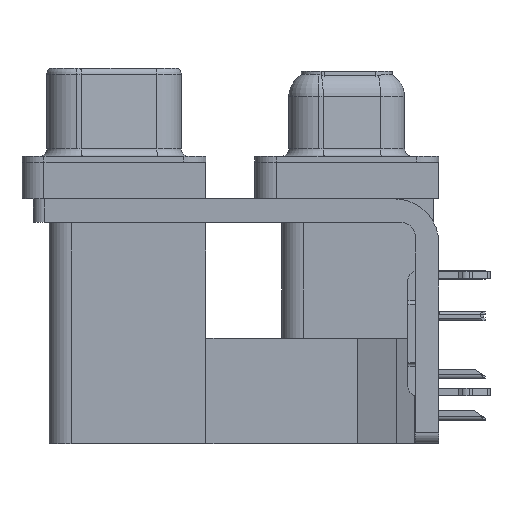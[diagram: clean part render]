
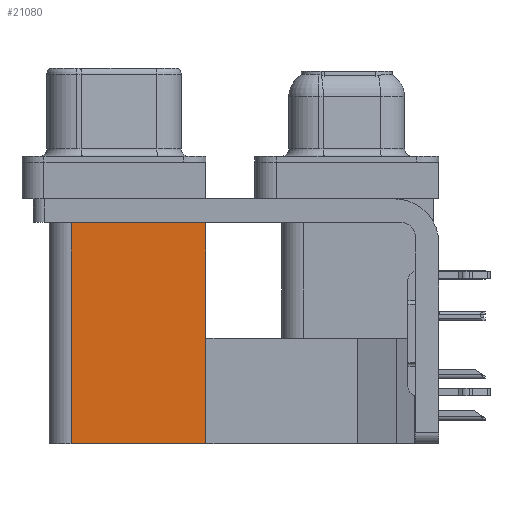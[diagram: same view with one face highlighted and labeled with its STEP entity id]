
A CAD part, left-side view. The second image highlights one B-rep face of the part: STEP entity #21080.
In plain terms, the highlighted planar face has unit normal (-1, 0, 0).
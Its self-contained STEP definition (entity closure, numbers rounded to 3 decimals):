
#1647 = EDGE_CURVE ( 'NONE', #8010, #12662, #4440, .T. ) ;
#2000 = DIRECTION ( 'NONE',  ( 0., 0., 1. ) ) ;
#2610 = CARTESIAN_POINT ( 'NONE',  ( 3.79, 18.8, -19.2 ) ) ;
#2851 = ORIENTED_EDGE ( 'NONE', *, *, #17181, .F. ) ;
#2867 = FACE_OUTER_BOUND ( 'NONE', #10472, .T. ) ;
#3636 = CARTESIAN_POINT ( 'NONE',  ( 3.79, 9.6, -19.2 ) ) ;
#4440 = LINE ( 'NONE', #36648, #34861 ) ;
#5982 = CARTESIAN_POINT ( 'NONE',  ( 3.79, 9.6, -2.5 ) ) ;
#6067 = PLANE ( 'NONE',  #17873 ) ;
#6982 = ORIENTED_EDGE ( 'NONE', *, *, #29854, .T. ) ;
#7500 = DIRECTION ( 'NONE',  ( 0., 1., 0. ) ) ;
#8010 = VERTEX_POINT ( 'NONE', #2610 ) ;
#9451 = DIRECTION ( 'NONE',  ( 0., 0., -1. ) ) ;
#9494 = LINE ( 'NONE', #3636, #21635 ) ;
#9567 = CARTESIAN_POINT ( 'NONE',  ( 3.79, 9.6, -19.2 ) ) ;
#10472 = EDGE_LOOP ( 'NONE', ( #30454, #35279, #2851, #6982 ) ) ;
#12287 = LINE ( 'NONE', #27085, #30045 ) ;
#12662 = VERTEX_POINT ( 'NONE', #31409 ) ;
#12757 = VERTEX_POINT ( 'NONE', #9567 ) ;
#13422 = VERTEX_POINT ( 'NONE', #27512 ) ;
#14319 = LINE ( 'NONE', #5982, #26341 ) ;
#14763 = CARTESIAN_POINT ( 'NONE',  ( 3.79, 9.6, -19.2 ) ) ;
#14959 = DIRECTION ( 'NONE',  ( 1., 0., 0. ) ) ;
#17181 = EDGE_CURVE ( 'NONE', #12757, #8010, #12287, .T. ) ;
#17873 = AXIS2_PLACEMENT_3D ( 'NONE', #14763, #14959, #9451 ) ;
#20760 = DIRECTION ( 'NONE',  ( 0., 1., 0. ) ) ;
#21080 = ADVANCED_FACE ( 'NONE', ( #2867 ), #6067, .F. ) ;
#21635 = VECTOR ( 'NONE', #35821, 1000. ) ;
#26341 = VECTOR ( 'NONE', #20760, 1000. ) ;
#27085 = CARTESIAN_POINT ( 'NONE',  ( 3.79, 9.6, -19.2 ) ) ;
#27323 = EDGE_CURVE ( 'NONE', #13422, #12662, #14319, .T. ) ;
#27512 = CARTESIAN_POINT ( 'NONE',  ( 3.79, 9.6, -2.5 ) ) ;
#29854 = EDGE_CURVE ( 'NONE', #12757, #13422, #9494, .T. ) ;
#30045 = VECTOR ( 'NONE', #7500, 1000. ) ;
#30454 = ORIENTED_EDGE ( 'NONE', *, *, #27323, .T. ) ;
#31409 = CARTESIAN_POINT ( 'NONE',  ( 3.79, 18.8, -2.5 ) ) ;
#34861 = VECTOR ( 'NONE', #2000, 1000. ) ;
#35279 = ORIENTED_EDGE ( 'NONE', *, *, #1647, .F. ) ;
#35821 = DIRECTION ( 'NONE',  ( 0., 0., 1. ) ) ;
#36648 = CARTESIAN_POINT ( 'NONE',  ( 3.79, 18.8, -19.2 ) ) ;
